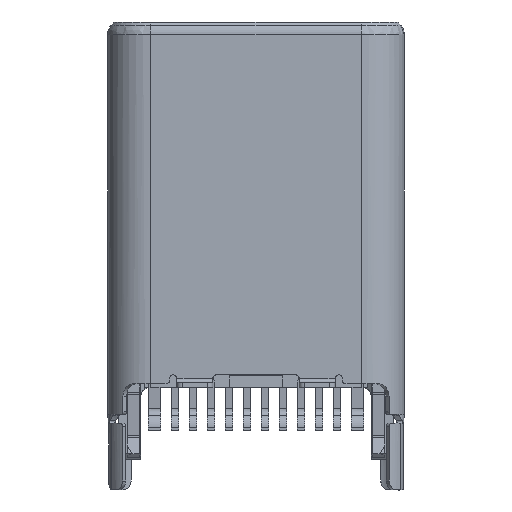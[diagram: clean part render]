
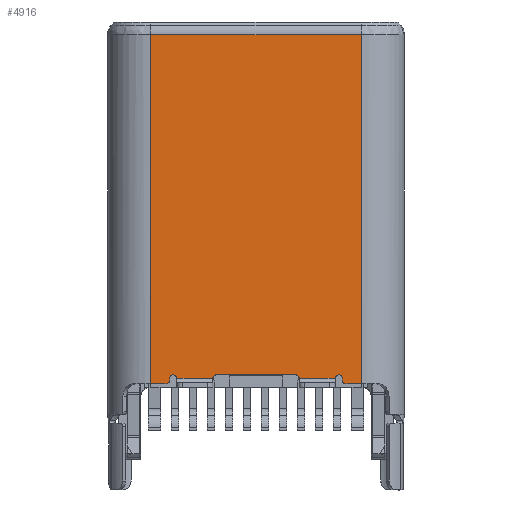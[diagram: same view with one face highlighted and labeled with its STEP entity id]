
A CAD part, front view. The second image highlights one B-rep face of the part: STEP entity #4916.
In plain terms, the highlighted planar face has unit normal (0, -1, 0).
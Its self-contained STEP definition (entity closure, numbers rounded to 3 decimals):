
#177 = VECTOR ( 'NONE', #7220, 1000. ) ;
#269 = VERTEX_POINT ( 'NONE', #24142 ) ;
#273 = VERTEX_POINT ( 'NONE', #4804 ) ;
#354 = CARTESIAN_POINT ( 'NONE',  ( -2.925, -1.2, -9.8 ) ) ;
#447 = VERTEX_POINT ( 'NONE', #20081 ) ;
#769 = ORIENTED_EDGE ( 'NONE', *, *, #17527, .T. ) ;
#1135 = VECTOR ( 'NONE', #7229, 1000. ) ;
#1258 = DIRECTION ( 'NONE',  ( 1., 0., 0. ) ) ;
#1750 = EDGE_LOOP ( 'NONE', ( #18944, #12943, #7714, #24293, #2396, #13150, #18339, #27045, #2921, #13094, #769, #13263, #21512, #9976, #5062, #13532 ) ) ;
#2396 = ORIENTED_EDGE ( 'NONE', *, *, #14938, .T. ) ;
#2649 = DIRECTION ( 'NONE',  ( 0., -1., 0. ) ) ;
#2921 = ORIENTED_EDGE ( 'NONE', *, *, #18823, .T. ) ;
#3035 = DIRECTION ( 'NONE',  ( 0., -1., 0. ) ) ;
#3065 = VECTOR ( 'NONE', #21998, 1000. ) ;
#3095 = VERTEX_POINT ( 'NONE', #15964 ) ;
#3233 = EDGE_CURVE ( 'NONE', #447, #22928, #16317, .T. ) ;
#3265 = AXIS2_PLACEMENT_3D ( 'NONE', #25917, #13321, #21548 ) ;
#3364 = VECTOR ( 'NONE', #3616, 1000. ) ;
#3405 = DIRECTION ( 'NONE',  ( 0., -1., 0. ) ) ;
#3616 = DIRECTION ( 'NONE',  ( 0., 0., 1. ) ) ;
#3854 = VERTEX_POINT ( 'NONE', #10049 ) ;
#3910 = CIRCLE ( 'NONE', #20419, 0.1 ) ;
#4279 = CARTESIAN_POINT ( 'NONE',  ( -2.925, -1.2, -9.9 ) ) ;
#4804 = CARTESIAN_POINT ( 'NONE',  ( 2.2, -1.2, -9.9 ) ) ;
#4867 = VERTEX_POINT ( 'NONE', #26066 ) ;
#4916 = ADVANCED_FACE ( 'NONE', ( #23955 ), #11514, .T. ) ;
#5062 = ORIENTED_EDGE ( 'NONE', *, *, #21031, .T. ) ;
#5196 = DIRECTION ( 'NONE',  ( -1., 0., 0. ) ) ;
#5430 = EDGE_CURVE ( 'NONE', #18990, #447, #14365, .T. ) ;
#5488 = DIRECTION ( 'NONE',  ( -1., 0., 0. ) ) ;
#5543 = DIRECTION ( 'NONE',  ( 0., 1., 0. ) ) ;
#5595 = EDGE_CURVE ( 'NONE', #22928, #17931, #9399, .T. ) ;
#5886 = CARTESIAN_POINT ( 'NONE',  ( -2.925, -1.2, -10.05 ) ) ;
#6394 = EDGE_CURVE ( 'NONE', #18620, #269, #24563, .T. ) ;
#6717 = CARTESIAN_POINT ( 'NONE',  ( 2.925, -1.2, -10.05 ) ) ;
#7043 = DIRECTION ( 'NONE',  ( 1., 0., 0. ) ) ;
#7139 = CARTESIAN_POINT ( 'NONE',  ( -2.925, -1.2, -0.353 ) ) ;
#7220 = DIRECTION ( 'NONE',  ( 1., 0., 0. ) ) ;
#7229 = DIRECTION ( 'NONE',  ( -1., 0., 0. ) ) ;
#7714 = ORIENTED_EDGE ( 'NONE', *, *, #25700, .T. ) ;
#7919 = VERTEX_POINT ( 'NONE', #5886 ) ;
#8086 = CIRCLE ( 'NONE', #17921, 0.1 ) ;
#8649 = EDGE_CURVE ( 'NONE', #4867, #20247, #18478, .T. ) ;
#8980 = CARTESIAN_POINT ( 'NONE',  ( -2.925, -1.2, -10.05 ) ) ;
#8997 = EDGE_CURVE ( 'NONE', #269, #3095, #3910, .T. ) ;
#9070 = LINE ( 'NONE', #4279, #24630 ) ;
#9109 = CARTESIAN_POINT ( 'NONE',  ( 1.2, -1.2, -9.9 ) ) ;
#9399 = LINE ( 'NONE', #354, #22301 ) ;
#9594 = DIRECTION ( 'NONE',  ( 1., 0., 0. ) ) ;
#9806 = CARTESIAN_POINT ( 'NONE',  ( -2.3, -1.2, -9.9 ) ) ;
#9824 = LINE ( 'NONE', #17145, #20409 ) ;
#9874 = EDGE_CURVE ( 'NONE', #20247, #7919, #9824, .T. ) ;
#9976 = ORIENTED_EDGE ( 'NONE', *, *, #21297, .F. ) ;
#10049 = CARTESIAN_POINT ( 'NONE',  ( -2.4, -1.2, -9.95 ) ) ;
#10196 = CARTESIAN_POINT ( 'NONE',  ( -2.5, -1.2, -10.05 ) ) ;
#10952 = VERTEX_POINT ( 'NONE', #6717 ) ;
#11514 = PLANE ( 'NONE',  #14777 ) ;
#11930 = CARTESIAN_POINT ( 'NONE',  ( -2.925, -1.2, -9.9 ) ) ;
#12217 = CARTESIAN_POINT ( 'NONE',  ( 2.3, -1.2, -9.9 ) ) ;
#12860 = VECTOR ( 'NONE', #5488, 1000. ) ;
#12943 = ORIENTED_EDGE ( 'NONE', *, *, #21150, .F. ) ;
#13094 = ORIENTED_EDGE ( 'NONE', *, *, #26006, .T. ) ;
#13142 = DIRECTION ( 'NONE',  ( 1., 0., 0. ) ) ;
#13150 = ORIENTED_EDGE ( 'NONE', *, *, #5430, .T. ) ;
#13155 = VERTEX_POINT ( 'NONE', #9109 ) ;
#13263 = ORIENTED_EDGE ( 'NONE', *, *, #6394, .T. ) ;
#13321 = DIRECTION ( 'NONE',  ( 0., 1., 0. ) ) ;
#13532 = ORIENTED_EDGE ( 'NONE', *, *, #8649, .T. ) ;
#13762 = CARTESIAN_POINT ( 'NONE',  ( -2.2, -1.2, -9.9 ) ) ;
#14231 = CARTESIAN_POINT ( 'NONE',  ( -2.4, -1.2, -10.15 ) ) ;
#14365 = LINE ( 'NONE', #11930, #177 ) ;
#14777 = AXIS2_PLACEMENT_3D ( 'NONE', #18079, #3035, #9594 ) ;
#14938 = EDGE_CURVE ( 'NONE', #26618, #18990, #24465, .T. ) ;
#15273 = LINE ( 'NONE', #23968, #18588 ) ;
#15397 = AXIS2_PLACEMENT_3D ( 'NONE', #9806, #5543, #1258 ) ;
#15964 = CARTESIAN_POINT ( 'NONE',  ( 2.5, -1.2, -10.05 ) ) ;
#16185 = CARTESIAN_POINT ( 'NONE',  ( -2.925, -1.2, -0.353 ) ) ;
#16251 = DIRECTION ( 'NONE',  ( 1., 0., 0. ) ) ;
#16317 = CIRCLE ( 'NONE', #3265, 0.1 ) ;
#17145 = CARTESIAN_POINT ( 'NONE',  ( -2.925, -1.2, -10.15 ) ) ;
#17208 = DIRECTION ( 'NONE',  ( 1., 0., 0. ) ) ;
#17220 = LINE ( 'NONE', #14231, #3364 ) ;
#17294 = DIRECTION ( 'NONE',  ( 0., 0., 1. ) ) ;
#17527 = EDGE_CURVE ( 'NONE', #273, #18620, #8086, .T. ) ;
#17921 = AXIS2_PLACEMENT_3D ( 'NONE', #12217, #18491, #16251 ) ;
#17931 = VERTEX_POINT ( 'NONE', #20208 ) ;
#18079 = CARTESIAN_POINT ( 'NONE',  ( -2.925, -1.2, -10.15 ) ) ;
#18139 = CARTESIAN_POINT ( 'NONE',  ( 2.925, -1.2, -10.05 ) ) ;
#18339 = ORIENTED_EDGE ( 'NONE', *, *, #3233, .T. ) ;
#18453 = CARTESIAN_POINT ( 'NONE',  ( -2.5, -1.2, -9.95 ) ) ;
#18478 = LINE ( 'NONE', #16185, #12860 ) ;
#18491 = DIRECTION ( 'NONE',  ( 0., 1., 0. ) ) ;
#18588 = VECTOR ( 'NONE', #17294, 1000. ) ;
#18620 = VERTEX_POINT ( 'NONE', #18756 ) ;
#18756 = CARTESIAN_POINT ( 'NONE',  ( 2.4, -1.2, -9.9 ) ) ;
#18823 = EDGE_CURVE ( 'NONE', #17931, #13155, #18985, .T. ) ;
#18944 = ORIENTED_EDGE ( 'NONE', *, *, #9874, .T. ) ;
#18985 = CIRCLE ( 'NONE', #20440, 0.1 ) ;
#18990 = VERTEX_POINT ( 'NONE', #13762 ) ;
#19490 = CARTESIAN_POINT ( 'NONE',  ( 1.1, -1.2, -9.9 ) ) ;
#19577 = DIRECTION ( 'NONE',  ( 0., 1., 0. ) ) ;
#19576 = LINE ( 'NONE', #18139, #1135 ) ;
#19729 = CARTESIAN_POINT ( 'NONE',  ( 2.5, -1.2, -9.95 ) ) ;
#19857 = CARTESIAN_POINT ( 'NONE',  ( -2.4, -1.2, -9.9 ) ) ;
#20081 = CARTESIAN_POINT ( 'NONE',  ( -1.2, -1.2, -9.9 ) ) ;
#20208 = CARTESIAN_POINT ( 'NONE',  ( 1.1, -1.2, -9.8 ) ) ;
#20247 = VERTEX_POINT ( 'NONE', #7139 ) ;
#20409 = VECTOR ( 'NONE', #25494, 1000. ) ;
#20419 = AXIS2_PLACEMENT_3D ( 'NONE', #19729, #2649, #7043 ) ;
#20440 = AXIS2_PLACEMENT_3D ( 'NONE', #19490, #19577, #23636 ) ;
#21031 = EDGE_CURVE ( 'NONE', #10952, #4867, #15273, .T. ) ;
#21150 = EDGE_CURVE ( 'NONE', #26335, #7919, #26587, .T. ) ;
#21297 = EDGE_CURVE ( 'NONE', #10952, #3095, #19576, .T. ) ;
#21512 = ORIENTED_EDGE ( 'NONE', *, *, #8997, .T. ) ;
#21548 = DIRECTION ( 'NONE',  ( -1., 0., 0. ) ) ;
#21763 = EDGE_CURVE ( 'NONE', #3854, #26618, #17220, .T. ) ;
#21998 = DIRECTION ( 'NONE',  ( 0., 0., -1. ) ) ;
#22301 = VECTOR ( 'NONE', #13142, 1000. ) ;
#22928 = VERTEX_POINT ( 'NONE', #25394 ) ;
#23108 = AXIS2_PLACEMENT_3D ( 'NONE', #18453, #3405, #26896 ) ;
#23636 = DIRECTION ( 'NONE',  ( -1., 0., 0. ) ) ;
#23867 = VECTOR ( 'NONE', #5196, 1000. ) ;
#23935 = CARTESIAN_POINT ( 'NONE',  ( 2.4, -1.2, -10.15 ) ) ;
#23955 = FACE_OUTER_BOUND ( 'NONE', #1750, .T. ) ;
#23968 = CARTESIAN_POINT ( 'NONE',  ( 2.925, -1.2, -10.15 ) ) ;
#23986 = CIRCLE ( 'NONE', #23108, 0.1 ) ;
#24142 = CARTESIAN_POINT ( 'NONE',  ( 2.4, -1.2, -9.95 ) ) ;
#24293 = ORIENTED_EDGE ( 'NONE', *, *, #21763, .T. ) ;
#24465 = CIRCLE ( 'NONE', #15397, 0.1 ) ;
#24563 = LINE ( 'NONE', #23935, #3065 ) ;
#24630 = VECTOR ( 'NONE', #17208, 1000. ) ;
#25394 = CARTESIAN_POINT ( 'NONE',  ( -1.1, -1.2, -9.8 ) ) ;
#25494 = DIRECTION ( 'NONE',  ( 0., 0., -1. ) ) ;
#25700 = EDGE_CURVE ( 'NONE', #26335, #3854, #23986, .T. ) ;
#25917 = CARTESIAN_POINT ( 'NONE',  ( -1.1, -1.2, -9.9 ) ) ;
#26006 = EDGE_CURVE ( 'NONE', #13155, #273, #9070, .T. ) ;
#26066 = CARTESIAN_POINT ( 'NONE',  ( 2.925, -1.2, -0.353 ) ) ;
#26335 = VERTEX_POINT ( 'NONE', #10196 ) ;
#26587 = LINE ( 'NONE', #8980, #23867 ) ;
#26618 = VERTEX_POINT ( 'NONE', #19857 ) ;
#26896 = DIRECTION ( 'NONE',  ( -1., 0., 0. ) ) ;
#27045 = ORIENTED_EDGE ( 'NONE', *, *, #5595, .T. ) ;
